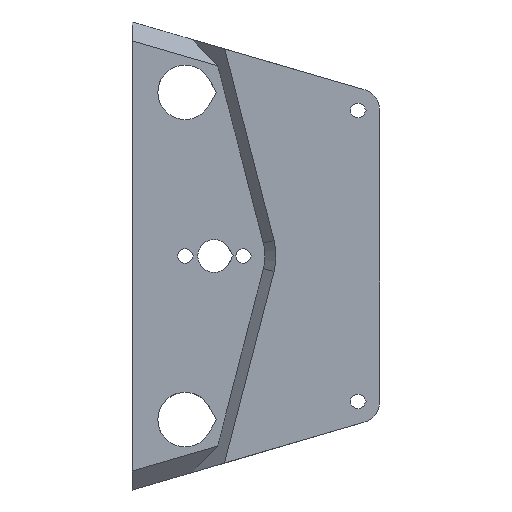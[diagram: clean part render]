
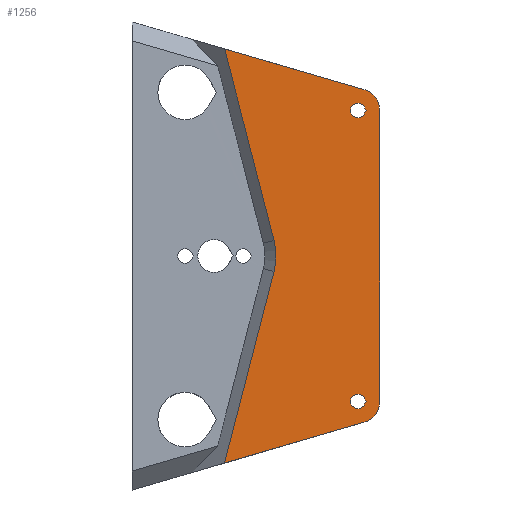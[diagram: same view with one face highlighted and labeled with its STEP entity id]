
A CAD part, top view. The second image highlights one B-rep face of the part: STEP entity #1256.
In plain terms, the highlighted planar face has unit normal (0, 0, 1).
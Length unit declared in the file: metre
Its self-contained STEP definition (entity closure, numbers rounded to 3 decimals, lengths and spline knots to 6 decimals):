
#47=CIRCLE('',#1336,0.002);
#49=CIRCLE('',#1339,0.002);
#52=CIRCLE('',#1343,0.006);
#56=CIRCLE('',#1351,0.006);
#63=CIRCLE('',#1367,0.017);
#238=ORIENTED_EDGE('',*,*,#559,.F.);
#239=ORIENTED_EDGE('',*,*,#510,.F.);
#240=ORIENTED_EDGE('',*,*,#560,.T.);
#241=ORIENTED_EDGE('',*,*,#561,.F.);
#242=ORIENTED_EDGE('',*,*,#506,.F.);
#243=ORIENTED_EDGE('',*,*,#562,.T.);
#244=ORIENTED_EDGE('',*,*,#521,.T.);
#245=ORIENTED_EDGE('',*,*,#563,.T.);
#246=ORIENTED_EDGE('',*,*,#564,.T.);
#247=ORIENTED_EDGE('',*,*,#565,.T.);
#248=ORIENTED_EDGE('',*,*,#534,.F.);
#249=ORIENTED_EDGE('',*,*,#538,.T.);
#250=ORIENTED_EDGE('',*,*,#500,.F.);
#251=ORIENTED_EDGE('',*,*,#515,.T.);
#500=EDGE_CURVE('',#672,#673,#783,.T.);
#506=EDGE_CURVE('',#677,#679,#47,.T.);
#510=EDGE_CURVE('',#681,#683,#49,.T.);
#515=EDGE_CURVE('',#672,#686,#52,.T.);
#521=EDGE_CURVE('',#686,#692,#797,.T.);
#534=EDGE_CURVE('',#700,#701,#808,.T.);
#538=EDGE_CURVE('',#700,#673,#56,.T.);
#559=EDGE_CURVE('',#683,#709,#825,.T.);
#560=EDGE_CURVE('',#681,#709,#826,.T.);
#561=EDGE_CURVE('',#679,#710,#827,.T.);
#562=EDGE_CURVE('',#677,#710,#828,.T.);
#563=EDGE_CURVE('',#692,#711,#829,.T.);
#564=EDGE_CURVE('',#711,#712,#63,.F.);
#565=EDGE_CURVE('',#712,#701,#830,.T.);
#672=VERTEX_POINT('',#1912);
#673=VERTEX_POINT('',#1914);
#677=VERTEX_POINT('',#1927);
#679=VERTEX_POINT('',#1930);
#681=VERTEX_POINT('',#1936);
#683=VERTEX_POINT('',#1939);
#686=VERTEX_POINT('',#1947);
#692=VERTEX_POINT('',#1960);
#700=VERTEX_POINT('',#1983);
#701=VERTEX_POINT('',#1985);
#709=VERTEX_POINT('',#2028);
#710=VERTEX_POINT('',#2031);
#711=VERTEX_POINT('',#2034);
#712=VERTEX_POINT('',#2036);
#783=LINE('',#1913,#924);
#797=LINE('',#1961,#938);
#808=LINE('',#1984,#949);
#825=LINE('',#2027,#966);
#826=LINE('',#2029,#967);
#827=LINE('',#2030,#968);
#828=LINE('',#2032,#969);
#829=LINE('',#2033,#970);
#830=LINE('',#2037,#971);
#924=VECTOR('',#1520,1.);
#938=VECTOR('',#1554,1.);
#949=VECTOR('',#1573,1.);
#966=VECTOR('',#1626,1.);
#967=VECTOR('',#1627,1.);
#968=VECTOR('',#1628,1.);
#969=VECTOR('',#1629,1.);
#970=VECTOR('',#1630,1.);
#971=VECTOR('',#1633,1.);
#1045=EDGE_LOOP('',(#238,#239,#240));
#1046=EDGE_LOOP('',(#241,#242,#243));
#1047=EDGE_LOOP('',(#244,#245,#246,#247,#248,#249,#250,#251));
#1134=FACE_BOUND('',#1045,.T.);
#1135=FACE_BOUND('',#1046,.T.);
#1136=FACE_BOUND('',#1047,.T.);
#1195=PLANE('',#1366);
#1256=ADVANCED_FACE('',(#1134,#1135,#1136),#1195,.T.);
#1336=AXIS2_PLACEMENT_3D('',#1929,#1527,#1528);
#1339=AXIS2_PLACEMENT_3D('',#1938,#1535,#1536);
#1343=AXIS2_PLACEMENT_3D('',#1948,#1545,#1546);
#1351=AXIS2_PLACEMENT_3D('',#1991,#1580,#1581);
#1366=AXIS2_PLACEMENT_3D('',#2026,#1624,#1625);
#1367=AXIS2_PLACEMENT_3D('',#2035,#1631,#1632);
#1520=DIRECTION('',(0.,-1.,0.));
#1527=DIRECTION('',(0.,0.,1.));
#1528=DIRECTION('',(1.,0.,0.));
#1535=DIRECTION('',(0.,0.,1.));
#1536=DIRECTION('',(1.,0.,0.));
#1545=DIRECTION('',(0.,0.,1.));
#1546=DIRECTION('',(1.,0.,0.));
#1554=DIRECTION('',(-0.96,0.28,0.));
#1573=DIRECTION('',(-0.96,-0.28,0.));
#1580=DIRECTION('',(0.,0.,1.));
#1581=DIRECTION('',(1.,0.,0.));
#1624=DIRECTION('',(0.,0.,1.));
#1625=DIRECTION('',(1.,0.,0.));
#1626=DIRECTION('',(0.5,0.866,0.));
#1627=DIRECTION('',(0.5,-0.866,0.));
#1628=DIRECTION('',(0.5,0.866,0.));
#1629=DIRECTION('',(0.5,-0.866,0.));
#1630=DIRECTION('',(0.25,-0.968,0.));
#1631=DIRECTION('',(0.,0.,1.));
#1632=DIRECTION('',(1.,0.,0.));
#1633=DIRECTION('',(-0.25,-0.968,0.));
#1912=CARTESIAN_POINT('',(-0.262,0.235,0.143));
#1913=CARTESIAN_POINT('',(-0.262,0.195,0.143));
#1914=CARTESIAN_POINT('',(-0.262,0.155,0.143));
#1927=CARTESIAN_POINT('',(-0.266268,0.156001,0.142999));
#1929=CARTESIAN_POINT('',(-0.268,0.155,0.143));
#1930=CARTESIAN_POINT('',(-0.266268,0.154,0.142999));
#1936=CARTESIAN_POINT('',(-0.266268,0.236001,0.142999));
#1938=CARTESIAN_POINT('',(-0.268,0.235,0.143));
#1939=CARTESIAN_POINT('',(-0.266268,0.234,0.142999));
#1947=CARTESIAN_POINT('',(-0.26632,0.24076,0.143));
#1948=CARTESIAN_POINT('',(-0.268,0.235,0.143));
#1960=CARTESIAN_POINT('',(-0.304638,0.251936,0.143));
#1961=CARTESIAN_POINT('',(-0.29816,0.250047,0.143));
#1983=CARTESIAN_POINT('',(-0.26632,0.14924,0.143));
#1984=CARTESIAN_POINT('',(-0.29816,0.139953,0.143));
#1985=CARTESIAN_POINT('',(-0.304638,0.138064,0.143));
#1991=CARTESIAN_POINT('',(-0.268,0.155,0.143));
#2026=CARTESIAN_POINT('',(-0.296,0.195,0.143));
#2027=CARTESIAN_POINT('',(-0.266268,0.234,0.143));
#2028=CARTESIAN_POINT('',(-0.265691,0.235,0.143));
#2029=CARTESIAN_POINT('',(-0.266268,0.236,0.143));
#2030=CARTESIAN_POINT('',(-0.266268,0.154,0.143));
#2031=CARTESIAN_POINT('',(-0.265691,0.155,0.143));
#2032=CARTESIAN_POINT('',(-0.266268,0.156,0.143));
#2033=CARTESIAN_POINT('',(-0.290321,0.196466,0.143));
#2034=CARTESIAN_POINT('',(-0.291039,0.199249,0.143));
#2035=CARTESIAN_POINT('',(-0.3075,0.195,0.143));
#2036=CARTESIAN_POINT('',(-0.291039,0.190751,0.143));
#2037=CARTESIAN_POINT('',(-0.305084,0.136337,0.143));
